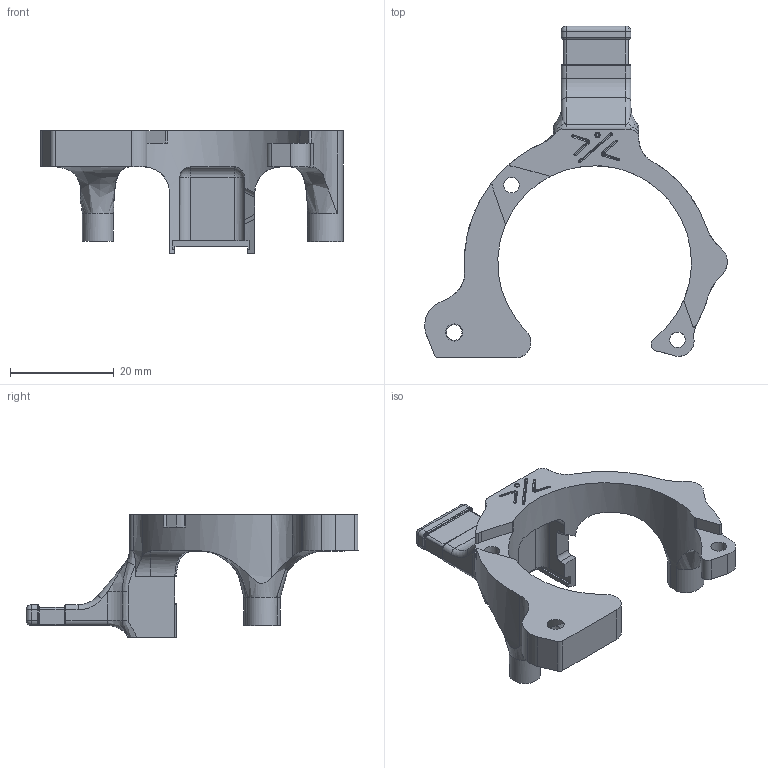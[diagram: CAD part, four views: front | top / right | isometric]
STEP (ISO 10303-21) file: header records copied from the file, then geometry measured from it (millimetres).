
FILE_DESCRIPTION(/* description */ (''),/* implementation_level */ '2;1');
FILE_NAME(/* name */ 'SHT36-Hextrudort-Mount-only.step',/* time_stamp */ '2022-10-17T13:16:54+03:00',/* author */ (''),/* organization */ (''),/* preprocessor_version */ 'ST-DEVELOPER v19',/* originating_system */ 'Autodesk Translation Framework v11.7.0.108',/* authorisation */ '');
FILE_SCHEMA (('AUTOMOTIVE_DESIGN { 1 0 10303 214 3 1 1 }'));
Length unit declared in the file: millimetre
Products named in the file (1): mount2
Bounding box: 58.39 x 64.08 x 23.74 mm (x, y, z)
Volume: 8710.9 mm3; surface area: 5641.9 mm2
Topology: 1 solids, 1 shells, 231 faces, 595 edges, 368 vertices
Faces by surface type: cylinder 92, plane 76, bspline 47, torus 7, sphere 6, cone 3
Full cylindrical faces by diameter (mm): 1.086 x1, 2 x2, 3 x3, 6 x1
Entity records: 8342 total; most frequent: CARTESIAN_POINT 2831, ORIENTED_EDGE 1182, DIRECTION 1112, EDGE_CURVE 591, AXIS2_PLACEMENT_3D 425, VERTEX_POINT 368, LINE 262, VECTOR 262
